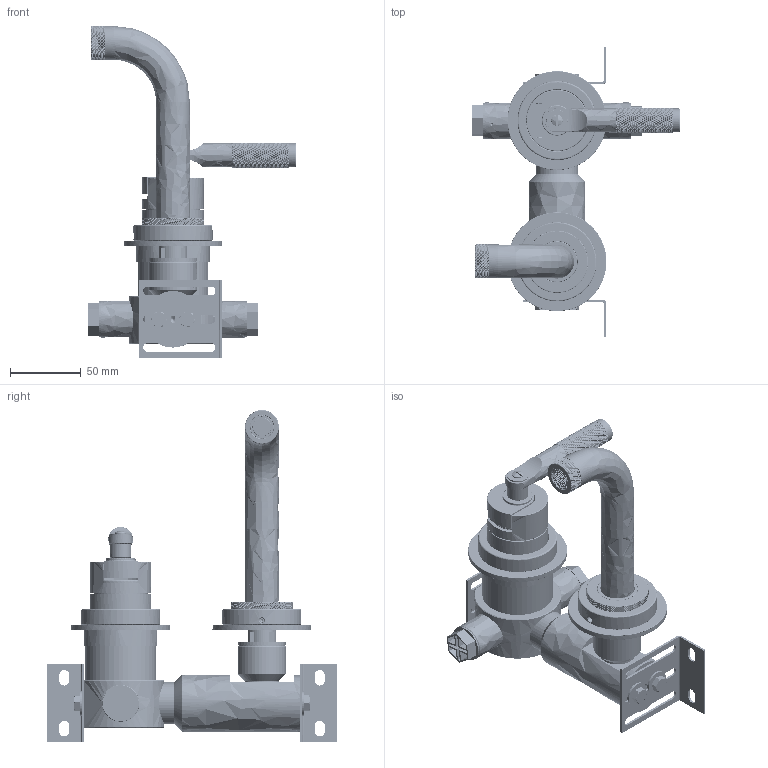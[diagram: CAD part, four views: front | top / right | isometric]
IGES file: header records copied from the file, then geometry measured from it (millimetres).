
Global section: file name: V7KA20S-1LK-NP; native system: Autodesk Inventor 2020; preprocessor: unknown; author: camerond; date: 20230106.132337; units: millimetre
Bounding box: 147.1 x 205 x 235.15 mm (x, y, z)
Volume: 451195.4 mm3; surface area: 240533.5 mm2
Topology: 58 solids, 59 shells, 14688 faces, 32150 edges, 17769 vertices
Faces by surface type: bspline 14688
